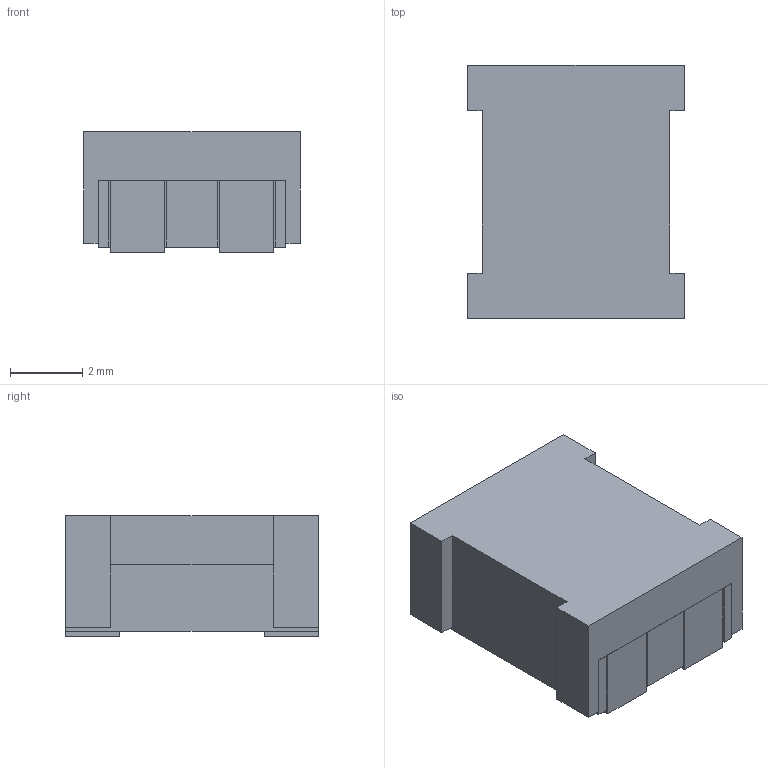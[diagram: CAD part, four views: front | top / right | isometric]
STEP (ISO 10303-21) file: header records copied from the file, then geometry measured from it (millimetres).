
FILE_DESCRIPTION(/* description */ (''),/* implementation_level */ '2;1');
FILE_NAME(/* name */ 'TDK_ACM7060-301-2PL-TL01.step',/* time_stamp */ '2021-03-19T20:01:09+00:00',/* author */ (''),/* organization */ (''),/* preprocessor_version */ 'ST-DEVELOPER v18.1',/* originating_system */ 'Autodesk Translation Framework v9.7.1.1290',/* authorisation */ '');
FILE_SCHEMA (('AUTOMOTIVE_DESIGN { 1 0 10303 214 3 1 1 }'));
Length unit declared in the file: millimetre
Products named in the file (4): TDK_ACM7060; ACM70VRAblock(typ size); ACM70VJoblock(typ size); ACM70V[qblock(typ size)
Assembly tree (6 placements, depth 2):
  TDK_ACM7060
    ACM70VRAblock(typ size)
    ACM70V[qblock(typ size)  x4
    ACM70VJoblock(typ size)
Bounding box: 6 x 7 x 3.35 mm (x, y, z)
Volume: 123.9 mm3; surface area: 301.4 mm2
Topology: 6 solids, 6 shells, 76 faces, 188 edges, 124 vertices
Faces by surface type: plane 76
Entity records: 1701 total; most frequent: CARTESIAN_POINT 284, ORIENTED_EDGE 268, DIRECTION 258, LINE 134, VECTOR 134, EDGE_CURVE 134, VERTEX_POINT 88, AXIS2_PLACEMENT_3D 62
